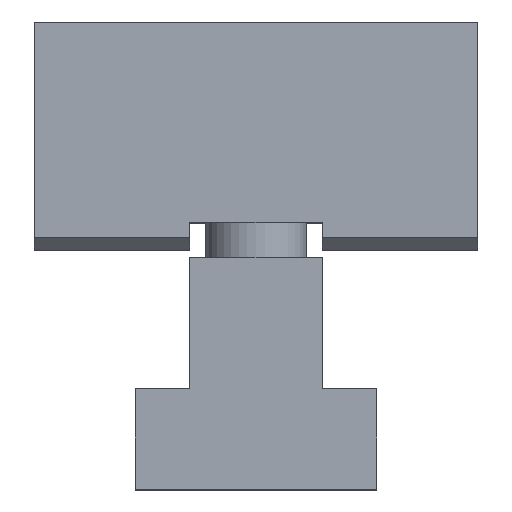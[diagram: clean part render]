
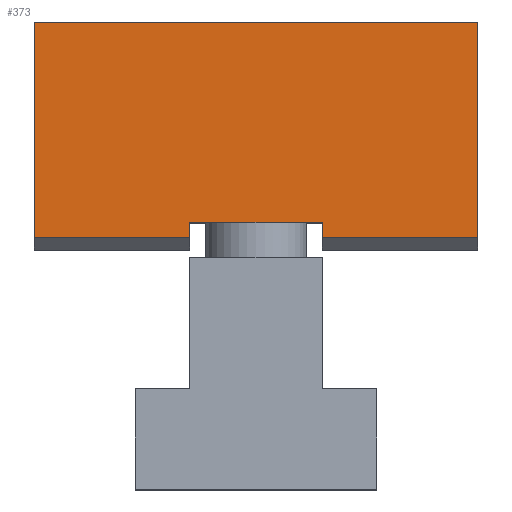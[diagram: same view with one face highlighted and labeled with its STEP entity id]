
A CAD part, top view. The second image highlights one B-rep face of the part: STEP entity #373.
In plain terms, the highlighted planar face has unit normal (0, 0, 1).
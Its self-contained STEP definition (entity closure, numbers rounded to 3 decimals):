
#373=ADVANCED_FACE('',(#769),#770,.T.);
#769=FACE_OUTER_BOUND('',#1198,.T.);
#770=PLANE('',#1199);
#1198=EDGE_LOOP('',(#2202,#2203,#2204,#2205,#2206,#2207,#2208,#2209));
#1199=AXIS2_PLACEMENT_3D('',#2210,#2211,#2212);
#2202=ORIENTED_EDGE('',*,*,#2596,.T.);
#2203=ORIENTED_EDGE('',*,*,#2633,.T.);
#2204=ORIENTED_EDGE('',*,*,#2904,.T.);
#2205=ORIENTED_EDGE('',*,*,#2906,.T.);
#2206=ORIENTED_EDGE('',*,*,#2593,.T.);
#2207=ORIENTED_EDGE('',*,*,#2670,.T.);
#2208=ORIENTED_EDGE('',*,*,#2908,.T.);
#2209=ORIENTED_EDGE('',*,*,#2909,.T.);
#2210=CARTESIAN_POINT('',(0.0,11.7,20.0));
#2211=DIRECTION('',(0.0,0.0,1.0));
#2212=DIRECTION('',(1.0,0.0,0.0));
#2593=EDGE_CURVE('',#3107,#3111,#3113,.T.);
#2596=EDGE_CURVE('',#3118,#3115,#3119,.T.);
#2633=EDGE_CURVE('',#3115,#3188,#3190,.T.);
#2670=EDGE_CURVE('',#3111,#3258,#3260,.T.);
#2904=EDGE_CURVE('',#3188,#3564,#3566,.T.);
#2906=EDGE_CURVE('',#3564,#3107,#3568,.T.);
#2908=EDGE_CURVE('',#3258,#3570,#3571,.T.);
#2909=EDGE_CURVE('',#3570,#3118,#3572,.T.);
#3107=VERTEX_POINT('',#3842);
#3111=VERTEX_POINT('',#3848);
#3113=LINE('',#3851,#3852);
#3115=VERTEX_POINT('',#3854);
#3118=VERTEX_POINT('',#3858);
#3119=LINE('',#3859,#3860);
#3188=VERTEX_POINT('',#3963);
#3190=LINE('',#3966,#3967);
#3258=VERTEX_POINT('',#4068);
#3260=LINE('',#4071,#4072);
#3564=VERTEX_POINT('',#4513);
#3566=LINE('',#4516,#4517);
#3568=LINE('',#4519,#4520);
#3570=VERTEX_POINT('',#4522);
#3571=LINE('',#4523,#4524);
#3572=LINE('',#4525,#4526);
#3842=CARTESIAN_POINT('',(6.6,2.0,20.0));
#3848=CARTESIAN_POINT('',(22.0,2.0,20.0));
#3851=CARTESIAN_POINT('',(0.5,2.0,20.0));
#3852=VECTOR('',#4816,1.0);
#3854=CARTESIAN_POINT('',(-6.6,2.0,20.0));
#3858=CARTESIAN_POINT('',(-22.0,2.0,20.0));
#3859=CARTESIAN_POINT('',(0.5,2.0,20.0));
#3860=VECTOR('',#4818,1.0);
#3963=CARTESIAN_POINT('',(-6.6,3.5,20.0));
#3966=CARTESIAN_POINT('',(-6.6,2.25,20.0));
#3967=VECTOR('',#4854,1.0);
#4068=CARTESIAN_POINT('',(22.0,23.4,20.0));
#4071=CARTESIAN_POINT('',(22.0,11.7,20.0));
#4072=VECTOR('',#4889,1.0);
#4513=CARTESIAN_POINT('',(6.6,3.5,20.0));
#4516=CARTESIAN_POINT('',(0.0,3.5,20.0));
#4517=VECTOR('',#5070,1.0);
#4519=CARTESIAN_POINT('',(6.6,2.25,20.0));
#4520=VECTOR('',#5071,1.0);
#4522=CARTESIAN_POINT('',(-22.0,23.4,20.0));
#4523=CARTESIAN_POINT('',(0.0,23.4,20.0));
#4524=VECTOR('',#5072,1.0);
#4525=CARTESIAN_POINT('',(-22.0,11.7,20.0));
#4526=VECTOR('',#5073,1.0);
#4816=DIRECTION('',(1.0,0.0,0.0));
#4818=DIRECTION('',(1.0,0.0,0.0));
#4854=DIRECTION('',(0.0,1.0,0.0));
#4889=DIRECTION('',(0.0,1.0,0.0));
#5070=DIRECTION('',(1.0,0.0,0.0));
#5071=DIRECTION('',(0.0,-1.0,0.0));
#5072=DIRECTION('',(-1.0,0.0,0.0));
#5073=DIRECTION('',(0.0,-1.0,0.0));
